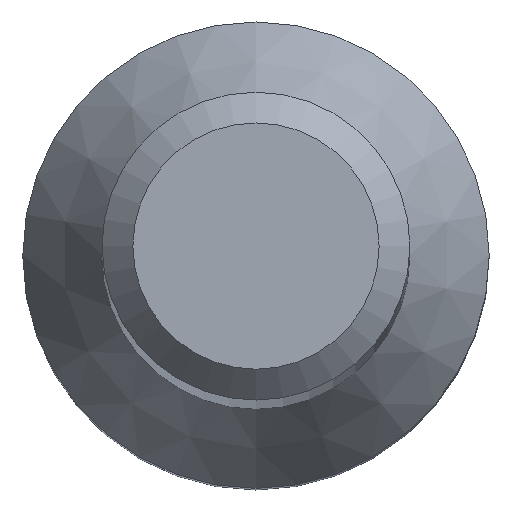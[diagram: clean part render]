
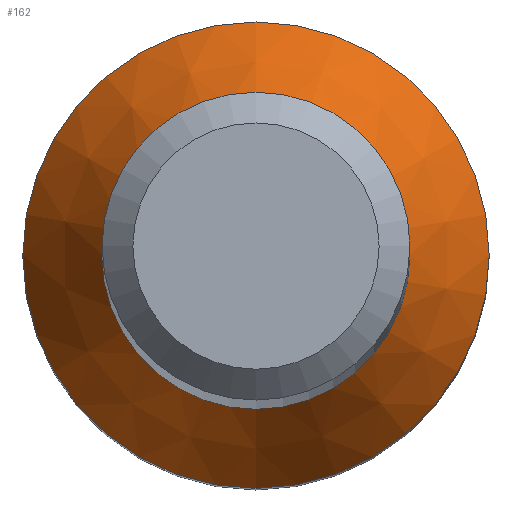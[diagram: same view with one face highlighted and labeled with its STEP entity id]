
A CAD part, top view. The second image highlights one B-rep face of the part: STEP entity #162.
In plain terms, the highlighted conical face has half-angle 30 degrees and reference radius 3.03 mm.
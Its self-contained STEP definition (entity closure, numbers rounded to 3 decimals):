
#2 = CARTESIAN_POINT ( 'NONE',  ( 0., 0., 12.208 ) ) ;
#14 = VERTEX_POINT ( 'NONE', #52 ) ;
#17 = AXIS2_PLACEMENT_3D ( 'NONE', #205, #43, #192 ) ;
#21 = CARTESIAN_POINT ( 'NONE',  ( 0., 0., 13.992 ) ) ;
#26 = AXIS2_PLACEMENT_3D ( 'NONE', #21, #209, #68 ) ;
#33 = ORIENTED_EDGE ( 'NONE', *, *, #148, .F. ) ;
#43 = DIRECTION ( 'NONE',  ( 0., 0., -1. ) ) ;
#52 = CARTESIAN_POINT ( 'NONE',  ( 0., 3.03, 12.208 ) ) ;
#53 = CIRCLE ( 'NONE', #17, 3.03 ) ;
#56 = CARTESIAN_POINT ( 'NONE',  ( 0., 2., 13.992 ) ) ;
#58 = ORIENTED_EDGE ( 'NONE', *, *, #158, .T. ) ;
#68 = DIRECTION ( 'NONE',  ( 0., 1., 0. ) ) ;
#84 = DIRECTION ( 'NONE',  ( 0., 0., -1. ) ) ;
#87 = FACE_BOUND ( 'NONE', #203, .T. ) ;
#92 = CIRCLE ( 'NONE', #26, 2. ) ;
#98 = VERTEX_POINT ( 'NONE', #56 ) ;
#100 = EDGE_LOOP ( 'NONE', ( #33 ) ) ;
#132 = CONICAL_SURFACE ( 'NONE', #143, 3.03, 0.524 ) ;
#143 = AXIS2_PLACEMENT_3D ( 'NONE', #2, #84, #160 ) ;
#148 = EDGE_CURVE ( 'NONE', #14, #14, #53, .T. ) ;
#158 = EDGE_CURVE ( 'NONE', #98, #98, #92, .T. ) ;
#160 = DIRECTION ( 'NONE',  ( 0., 1., 0. ) ) ;
#162 = ADVANCED_FACE ( 'NONE', ( #87, #174 ), #132, .T. ) ;
#174 = FACE_OUTER_BOUND ( 'NONE', #100, .T. ) ;
#192 = DIRECTION ( 'NONE',  ( 0., 1., 0. ) ) ;
#203 = EDGE_LOOP ( 'NONE', ( #58 ) ) ;
#205 = CARTESIAN_POINT ( 'NONE',  ( 0., 0., 12.208 ) ) ;
#209 = DIRECTION ( 'NONE',  ( 0., 0., -1. ) ) ;
